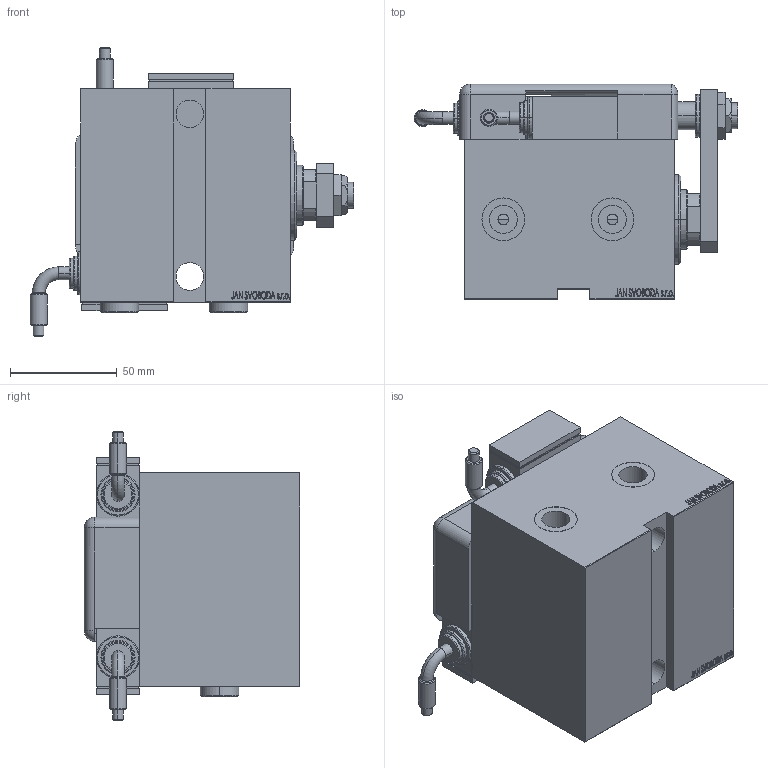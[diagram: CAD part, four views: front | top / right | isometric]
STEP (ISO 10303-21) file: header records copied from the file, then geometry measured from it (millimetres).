
FILE_DESCRIPTION (( 'STEP AP203' ), '1' );
FILE_NAME ('95fd.STEP', '2024-05-20T09:50:57', ( '' ), ( '' ), 'SwSTEP 2.0', 'SolidWorks 2019', '' );
FILE_SCHEMA (( 'CONFIG_CONTROL_DESIGN' ));
Length unit declared in the file: millimetre
Products named in the file (14): NUT_D19 0f8c9f1ae5616e37e8bde63700363bee; ZARAZKA_Q 0f8c9f1ae5616e37e8bde63700363bee; NUT_D13 0f8c9f1ae5616e37e8bde63700363bee; V450CM_E_Body 0f8c9f1ae5616e37e8bde63700363bee; TYC 0f8c9f1ae5616e37e8bde63700363bee; 95fd; V450CM_E_VCP 0f8c9f1ae5616e37e8bde63700363bee; V450CM_VC_B 0f8c9f1ae5616e37e8bde63700363bee; Zatka_OIL_PORT 0f8c9f1ae5616e37e8bde63700363bee; SWITCH DIM A_G 0f8c9f1ae5616e37e8bde63700363bee; MAGNETIC SWITCH Q 0f8c9f1ae5616e37e8bde63700363bee; SWITCH Q 0f8c9f1ae5616e37e8bde63700363bee; KRYT 0f8c9f1ae5616e37e8bde63700363bee; SWITCH_Q_FRONT_BACK 0f8c9f1ae5616e37e8bde63700363bee
Assembly tree (15 placements, depth 3):
  95fd
    V450CM_E_Body 0f8c9f1ae5616e37e8bde63700363bee
    V450CM_E_VCP 0f8c9f1ae5616e37e8bde63700363bee
    V450CM_VC_B 0f8c9f1ae5616e37e8bde63700363bee
    MAGNETIC SWITCH Q 0f8c9f1ae5616e37e8bde63700363bee
      SWITCH_Q_FRONT_BACK 0f8c9f1ae5616e37e8bde63700363bee
      TYC 0f8c9f1ae5616e37e8bde63700363bee
      ZARAZKA_Q 0f8c9f1ae5616e37e8bde63700363bee
      SWITCH DIM A_G 0f8c9f1ae5616e37e8bde63700363bee
      NUT_D19 0f8c9f1ae5616e37e8bde63700363bee
      NUT_D13 0f8c9f1ae5616e37e8bde63700363bee
      KRYT 0f8c9f1ae5616e37e8bde63700363bee
      SWITCH Q 0f8c9f1ae5616e37e8bde63700363bee  x2
    Zatka_OIL_PORT 0f8c9f1ae5616e37e8bde63700363bee  x2
Bounding box: 151.46 x 100.8 x 135.01 mm (x, y, z)
Volume: 815772.1 mm3; surface area: 156559.9 mm2
Topology: 15 solids, 15 shells, 1314 faces, 3308 edges, 2173 vertices
Faces by surface type: plane 654, bspline 475, cylinder 123, cone 38, torus 22, sphere 2
Entity records: 61345 total; most frequent: CARTESIAN_POINT 32890, ORIENTED_EDGE 6280, DIRECTION 4018, EDGE_CURVE 3140, VERTEX_POINT 2072, VECTOR 1884, LINE 1884, EDGE_LOOP 1412
